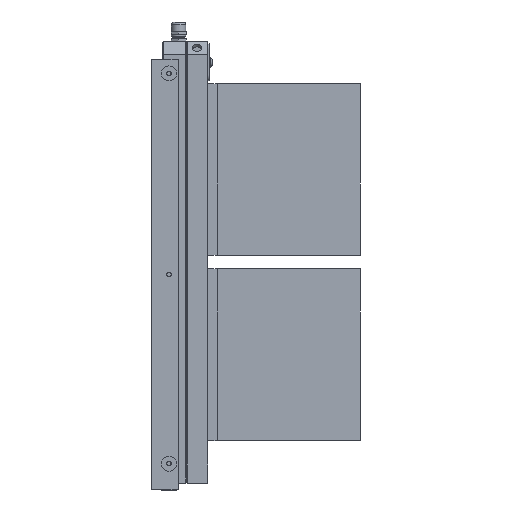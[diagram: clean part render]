
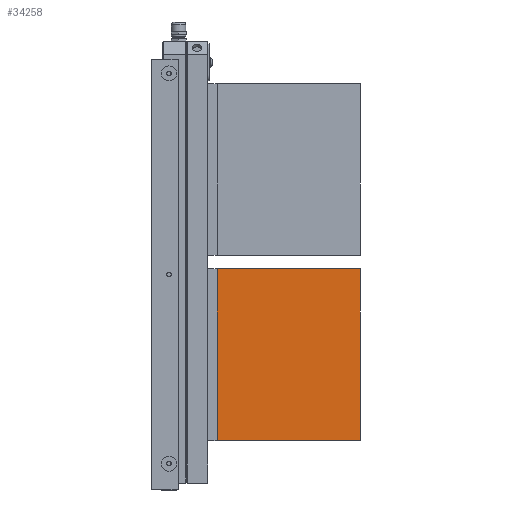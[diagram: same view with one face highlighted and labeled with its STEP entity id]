
A CAD part, left-side view. The second image highlights one B-rep face of the part: STEP entity #34258.
In plain terms, the highlighted planar face has unit normal (-1, 0, 0).
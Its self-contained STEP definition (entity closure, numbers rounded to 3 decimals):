
#2242 = EDGE_CURVE ( 'NONE', #34708, #38894, #47170, .T. ) ;
#2660 = DIRECTION ( 'NONE',  ( 0., 1., 0. ) ) ;
#3075 = LINE ( 'NONE', #37631, #15597 ) ;
#5299 = DIRECTION ( 'NONE',  ( 1., 0., 0. ) ) ;
#5560 = CARTESIAN_POINT ( 'NONE',  ( -90.9, -99., -3.5 ) ) ;
#9787 = ORIENTED_EDGE ( 'NONE', *, *, #27962, .T. ) ;
#10615 = CARTESIAN_POINT ( 'NONE',  ( -90.9, -24.8, -3.5 ) ) ;
#11298 = CARTESIAN_POINT ( 'NONE',  ( -90.9, -99., -3.5 ) ) ;
#12731 = PLANE ( 'NONE',  #26512 ) ;
#13376 = VERTEX_POINT ( 'NONE', #10615 ) ;
#14032 = VECTOR ( 'NONE', #2660, 1000. ) ;
#14796 = LINE ( 'NONE', #21690, #42319 ) ;
#15597 = VECTOR ( 'NONE', #29517, 1000. ) ;
#19942 = CARTESIAN_POINT ( 'NONE',  ( -90.9, -99., -3.5 ) ) ;
#21690 = CARTESIAN_POINT ( 'NONE',  ( -90.9, -24.8, -3.5 ) ) ;
#26512 = AXIS2_PLACEMENT_3D ( 'NONE', #43132, #5299, #35691 ) ;
#27962 = EDGE_CURVE ( 'NONE', #13376, #36870, #14796, .T. ) ;
#28170 = ORIENTED_EDGE ( 'NONE', *, *, #32302, .T. ) ;
#29517 = DIRECTION ( 'NONE',  ( 0., 1., 0. ) ) ;
#30462 = VECTOR ( 'NONE', #47637, 1000. ) ;
#31943 = EDGE_CURVE ( 'NONE', #38894, #36870, #3075, .T. ) ;
#31997 = FACE_OUTER_BOUND ( 'NONE', #46290, .T. ) ;
#32302 = EDGE_CURVE ( 'NONE', #34708, #13376, #37215, .T. ) ;
#32636 = ORIENTED_EDGE ( 'NONE', *, *, #31943, .F. ) ;
#34258 = ADVANCED_FACE ( 'NONE', ( #31997 ), #12731, .F. ) ;
#34708 = VERTEX_POINT ( 'NONE', #19942 ) ;
#35691 = DIRECTION ( 'NONE',  ( 0., 0., 1. ) ) ;
#36870 = VERTEX_POINT ( 'NONE', #47133 ) ;
#37215 = LINE ( 'NONE', #11298, #14032 ) ;
#37631 = CARTESIAN_POINT ( 'NONE',  ( -90.9, -99., -92.5 ) ) ;
#38894 = VERTEX_POINT ( 'NONE', #47487 ) ;
#42319 = VECTOR ( 'NONE', #44447, 1000. ) ;
#43132 = CARTESIAN_POINT ( 'NONE',  ( -90.9, -99., -3.5 ) ) ;
#44447 = DIRECTION ( 'NONE',  ( 0., 0., -1. ) ) ;
#46290 = EDGE_LOOP ( 'NONE', ( #9787, #32636, #47749, #28170 ) ) ;
#47133 = CARTESIAN_POINT ( 'NONE',  ( -90.9, -24.8, -92.5 ) ) ;
#47170 = LINE ( 'NONE', #5560, #30462 ) ;
#47487 = CARTESIAN_POINT ( 'NONE',  ( -90.9, -99., -92.5 ) ) ;
#47637 = DIRECTION ( 'NONE',  ( 0., 0., -1. ) ) ;
#47749 = ORIENTED_EDGE ( 'NONE', *, *, #2242, .F. ) ;
